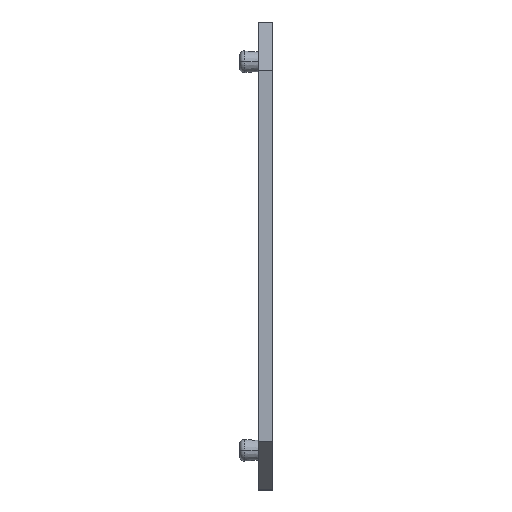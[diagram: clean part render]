
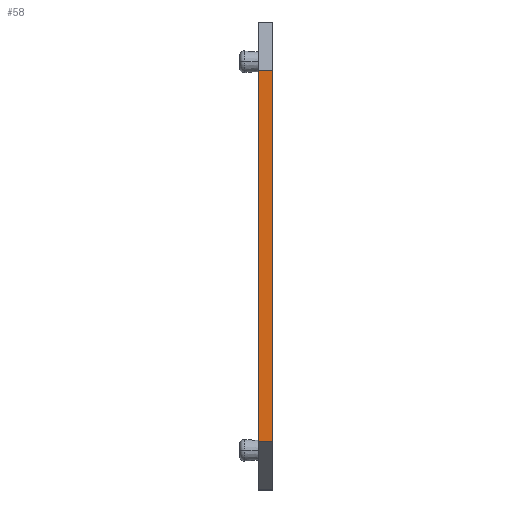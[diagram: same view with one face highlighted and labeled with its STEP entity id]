
A CAD part, top view. The second image highlights one B-rep face of the part: STEP entity #58.
In plain terms, the highlighted planar face has unit normal (0, 0, 1).
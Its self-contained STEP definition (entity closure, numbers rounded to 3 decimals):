
#21 = CARTESIAN_POINT ( 'NONE',  ( 0.75, 39.684, 0. ) ) ;
#58 = ADVANCED_FACE ( 'NONE', ( #451 ), #1134, .F. ) ;
#95 = CARTESIAN_POINT ( 'NONE',  ( -0.75, 0., 0. ) ) ;
#127 = VERTEX_POINT ( 'NONE', #21 ) ;
#206 = EDGE_CURVE ( 'NONE', #694, #1212, #1439, .T. ) ;
#211 = VECTOR ( 'NONE', #1357, 1000. ) ;
#213 = VECTOR ( 'NONE', #594, 1000. ) ;
#335 = DIRECTION ( 'NONE',  ( 0., -1., 0. ) ) ;
#362 = CARTESIAN_POINT ( 'NONE',  ( -0.75, 0., 0. ) ) ;
#424 = EDGE_CURVE ( 'NONE', #576, #127, #592, .T. ) ;
#428 = LINE ( 'NONE', #1005, #211 ) ;
#451 = FACE_OUTER_BOUND ( 'NONE', #1009, .T. ) ;
#477 = ORIENTED_EDGE ( 'NONE', *, *, #971, .T. ) ;
#487 = ORIENTED_EDGE ( 'NONE', *, *, #206, .T. ) ;
#538 = VECTOR ( 'NONE', #1449, 1000. ) ;
#575 = CARTESIAN_POINT ( 'NONE',  ( -0.75, 0.289, 0. ) ) ;
#576 = VERTEX_POINT ( 'NONE', #1361 ) ;
#584 = VECTOR ( 'NONE', #697, 1000. ) ;
#592 = LINE ( 'NONE', #967, #584 ) ;
#594 = DIRECTION ( 'NONE',  ( 1., 0., 0. ) ) ;
#662 = DIRECTION ( 'NONE',  ( 0., 0., -1. ) ) ;
#694 = VERTEX_POINT ( 'NONE', #95 ) ;
#697 = DIRECTION ( 'NONE',  ( 1., 0., 0. ) ) ;
#906 = EDGE_CURVE ( 'NONE', #694, #576, #981, .T. ) ;
#967 = CARTESIAN_POINT ( 'NONE',  ( -0.75, 39.684, 0. ) ) ;
#971 = EDGE_CURVE ( 'NONE', #1212, #127, #428, .T. ) ;
#981 = LINE ( 'NONE', #1221, #538 ) ;
#1005 = CARTESIAN_POINT ( 'NONE',  ( 0.75, 0.289, 0. ) ) ;
#1009 = EDGE_LOOP ( 'NONE', ( #1071, #1374, #487, #477 ) ) ;
#1071 = ORIENTED_EDGE ( 'NONE', *, *, #424, .F. ) ;
#1134 = PLANE ( 'NONE',  #1422 ) ;
#1176 = CARTESIAN_POINT ( 'NONE',  ( 0.75, 0., 0. ) ) ;
#1212 = VERTEX_POINT ( 'NONE', #1176 ) ;
#1221 = CARTESIAN_POINT ( 'NONE',  ( -0.75, 11.896, 0. ) ) ;
#1357 = DIRECTION ( 'NONE',  ( 0., 1., 0. ) ) ;
#1361 = CARTESIAN_POINT ( 'NONE',  ( -0.75, 39.684, 0. ) ) ;
#1374 = ORIENTED_EDGE ( 'NONE', *, *, #906, .F. ) ;
#1422 = AXIS2_PLACEMENT_3D ( 'NONE', #575, #662, #335 ) ;
#1439 = LINE ( 'NONE', #362, #213 ) ;
#1449 = DIRECTION ( 'NONE',  ( 0., 1., 0. ) ) ;
